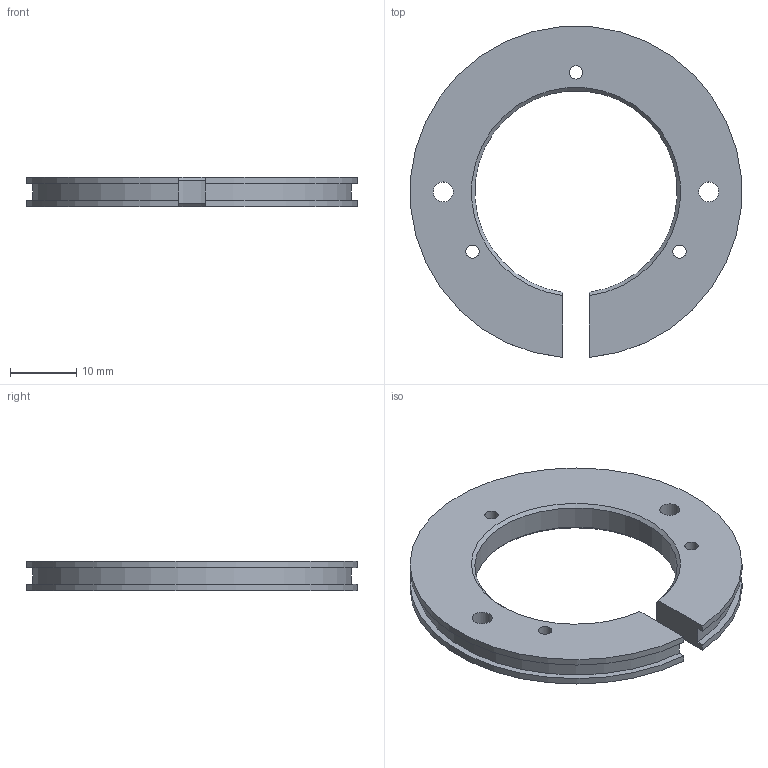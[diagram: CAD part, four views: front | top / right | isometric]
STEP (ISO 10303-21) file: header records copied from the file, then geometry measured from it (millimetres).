
FILE_DESCRIPTION(/* description */ (''),/* implementation_level */ '2;1');
FILE_NAME(/* name */ 'Adapter-MitutoyoMT1-SM2-v2(flex).stp',/* time_stamp */ '2023-09-28T15:48:37+02:00',/* author */ ('spim-user'),/* organization */ (''),/* preprocessor_version */ 'ST-DEVELOPER v19',/* originating_system */ 'Autodesk Inventor 2023',/* authorisation */ '');
FILE_SCHEMA (('AUTOMOTIVE_DESIGN { 1 0 10303 214 3 1 1 }'));
Length unit declared in the file: millimetre
Products named in the file (1): Adapter-MitutoyoMT1-SM2-v2(flex)
Bounding box: 49.82 x 49.82 x 4.5 mm (x, y, z)
Volume: 4886.4 mm3; surface area: 3912.2 mm2
Topology: 1 solids, 1 shells, 17 faces, 47 edges, 36 vertices
Faces by surface type: cylinder 9, plane 6, cone 2
Full cylindrical faces by diameter (mm): 2 x3, 3 x2
Entity records: 631 total; most frequent: CARTESIAN_POINT 107, DIRECTION 101, ORIENTED_EDGE 90, EDGE_CURVE 45, AXIS2_PLACEMENT_3D 40, VERTEX_POINT 30, EDGE_LOOP 27, CIRCLE 22
